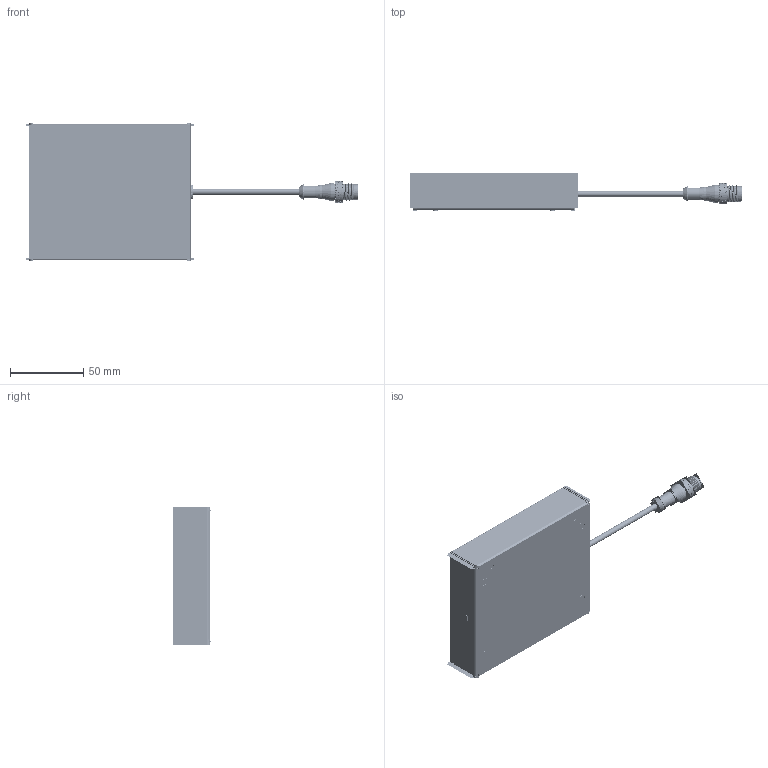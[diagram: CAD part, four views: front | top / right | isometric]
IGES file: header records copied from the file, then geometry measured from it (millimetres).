
Start section:  PTC IGES file: 192820.igs
Global section: file name: 192820.igs; native system: Creo Parametric by Parametric Technology Corporation; preprocessor: 2013230; author: pdmadmin; organization: Unknown; date: 20160121.115849; units: millimetre
Bounding box: 227.15 x 26.11 x 93.78 mm (x, y, z)
Volume: 44950.5 mm3; surface area: 392083.4 mm2
Topology: 31 solids, 35 shells, 5392 faces, 24980 edges, 30420 vertices
Faces by surface type: bspline 3510, revolution 1882
